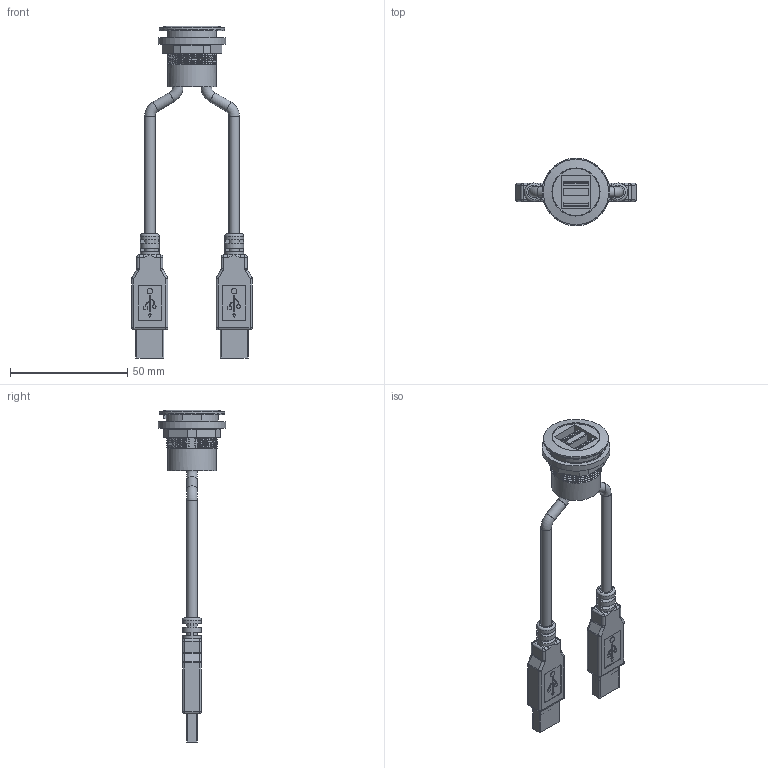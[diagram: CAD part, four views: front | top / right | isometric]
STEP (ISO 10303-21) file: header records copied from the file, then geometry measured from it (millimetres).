
FILE_DESCRIPTION(/* description */ (''),/* implementation_level */ '2;1');
FILE_NAME(/* name */ 'test RRJ_2USB.stp',/* time_stamp */ '2016-06-17T08:48:48+02:00',/* author */ ('mharscher'),/* organization */ (''),/* preprocessor_version */ 'ST-DEVELOPER v15.2',/* originating_system */ 'Autodesk Inventor 2014',/* authorisation */ '');
FILE_SCHEMA (('CONFIG_CONTROL_DESIGN'));
Length unit declared in the file: millimetre
Products named in the file (1): Test
Bounding box: 51.5 x 29 x 141.66 mm (x, y, z)
Volume: 20321.8 mm3; surface area: 12958.3 mm2
Topology: 1 solids, 1 shells, 489 faces, 1293 edges, 817 vertices
Faces by surface type: plane 192, cylinder 172, bspline 81, sphere 24, torus 17, cone 3
Full cylindrical faces by diameter (mm): 4.5 x4, 8 x2, 20.05 x1, 20.7 x1, 22.6 x1, 25.35 x1, 27.4 x1, 27.9 x1, 29 x1
Entity records: 22917 total; most frequent: CARTESIAN_POINT 11530, ORIENTED_EDGE 2506, DIRECTION 2110, EDGE_CURVE 1253, VERTEX_POINT 808, AXIS2_PLACEMENT_3D 750, LINE 610, VECTOR 610
